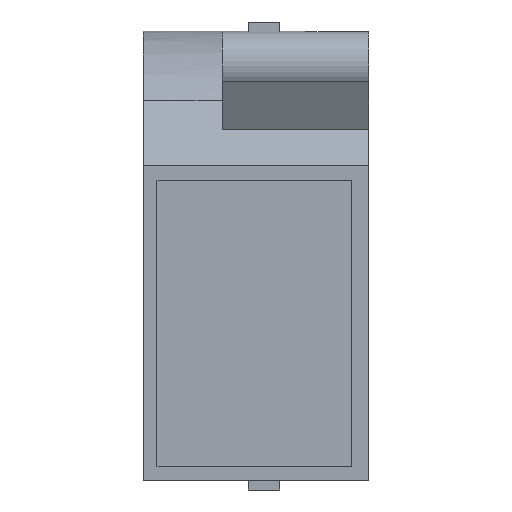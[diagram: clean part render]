
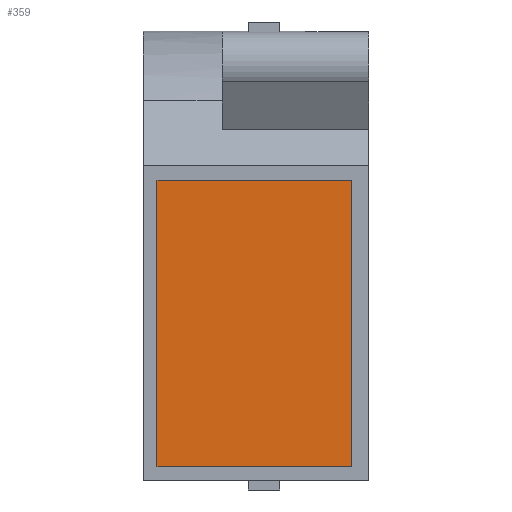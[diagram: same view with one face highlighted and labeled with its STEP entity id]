
A CAD part, left-side view. The second image highlights one B-rep face of the part: STEP entity #359.
In plain terms, the highlighted planar face has unit normal (-1, 0, 0).
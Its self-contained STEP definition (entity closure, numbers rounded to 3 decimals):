
#3 = CARTESIAN_POINT ( 'NONE',  ( 4., 18.8, 1.25 ) ) ;
#29 = EDGE_CURVE ( 'NONE', #724, #790, #1361, .T. ) ;
#55 = CARTESIAN_POINT ( 'NONE',  ( 4., 18.8, 1.25 ) ) ;
#90 = ORIENTED_EDGE ( 'NONE', *, *, #1076, .T. ) ;
#137 = ORIENTED_EDGE ( 'NONE', *, *, #775, .T. ) ;
#296 = DIRECTION ( 'NONE',  ( 0., 0., 1. ) ) ;
#331 = CARTESIAN_POINT ( 'NONE',  ( 4., 0., 0. ) ) ;
#340 = PLANE ( 'NONE',  #669 ) ;
#359 = ADVANCED_FACE ( 'NONE', ( #678 ), #340, .T. ) ;
#395 = VECTOR ( 'NONE', #1337, 1000. ) ;
#404 = VERTEX_POINT ( 'NONE', #3 ) ;
#522 = DIRECTION ( 'NONE',  ( 0., -1., 0. ) ) ;
#543 = DIRECTION ( 'NONE',  ( 0., 1., 0. ) ) ;
#581 = CARTESIAN_POINT ( 'NONE',  ( 4., 1.5, 1.25 ) ) ;
#627 = ORIENTED_EDGE ( 'NONE', *, *, #782, .T. ) ;
#632 = LINE ( 'NONE', #55, #1177 ) ;
#666 = CARTESIAN_POINT ( 'NONE',  ( 4., 18.8, 26.75 ) ) ;
#669 = AXIS2_PLACEMENT_3D ( 'NONE', #331, #1392, #1160 ) ;
#678 = FACE_OUTER_BOUND ( 'NONE', #1095, .T. ) ;
#724 = VERTEX_POINT ( 'NONE', #731 ) ;
#731 = CARTESIAN_POINT ( 'NONE',  ( 4., 1.5, 26.75 ) ) ;
#775 = EDGE_CURVE ( 'NONE', #790, #404, #985, .T. ) ;
#782 = EDGE_CURVE ( 'NONE', #404, #1396, #632, .T. ) ;
#790 = VERTEX_POINT ( 'NONE', #666 ) ;
#904 = VECTOR ( 'NONE', #543, 1000. ) ;
#985 = LINE ( 'NONE', #1348, #395 ) ;
#1044 = ORIENTED_EDGE ( 'NONE', *, *, #29, .T. ) ;
#1059 = VECTOR ( 'NONE', #296, 1000. ) ;
#1076 = EDGE_CURVE ( 'NONE', #1396, #724, #1346, .T. ) ;
#1095 = EDGE_LOOP ( 'NONE', ( #1044, #137, #627, #90 ) ) ;
#1114 = CARTESIAN_POINT ( 'NONE',  ( 4., 1.5, 1.25 ) ) ;
#1160 = DIRECTION ( 'NONE',  ( 0., 0., 1. ) ) ;
#1177 = VECTOR ( 'NONE', #522, 1000. ) ;
#1262 = CARTESIAN_POINT ( 'NONE',  ( 4., 1.5, 26.75 ) ) ;
#1337 = DIRECTION ( 'NONE',  ( 0., 0., -1. ) ) ;
#1346 = LINE ( 'NONE', #1114, #1059 ) ;
#1348 = CARTESIAN_POINT ( 'NONE',  ( 4., 18.8, 26.75 ) ) ;
#1361 = LINE ( 'NONE', #1262, #904 ) ;
#1392 = DIRECTION ( 'NONE',  ( -1., 0., 0. ) ) ;
#1396 = VERTEX_POINT ( 'NONE', #581 ) ;
